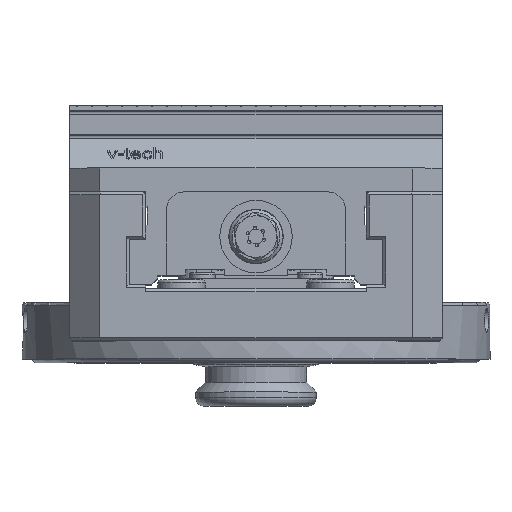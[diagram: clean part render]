
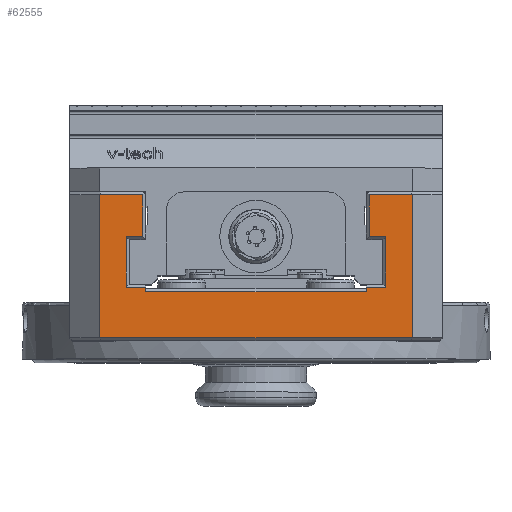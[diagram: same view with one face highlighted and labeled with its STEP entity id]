
A CAD part, top view. The second image highlights one B-rep face of the part: STEP entity #62555.
In plain terms, the highlighted planar face has unit normal (0, 0, 1).
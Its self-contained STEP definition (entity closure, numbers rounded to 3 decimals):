
#8990=FACE_OUTER_BOUND('',#12478,.T.);
#12478=EDGE_LOOP('',(#53020,#53021,#53022,#53023,#53024,#53025,#53026,#53027,
#53028,#53029,#53030,#53031,#53032,#53033,#53034,#53035));
#16936=LINE('',#96376,#22982);
#18421=LINE('',#103155,#24467);
#18424=LINE('',#103161,#24470);
#18427=LINE('',#103167,#24473);
#18428=LINE('',#103170,#24474);
#18431=LINE('',#103176,#24477);
#18435=LINE('',#103184,#24481);
#18442=LINE('',#103197,#24488);
#18446=LINE('',#103205,#24492);
#18448=LINE('',#103210,#24494);
#18453=LINE('',#103219,#24499);
#18473=LINE('',#103259,#24519);
#18519=LINE('',#103366,#24565);
#18527=LINE('',#103380,#24573);
#18528=LINE('',#103381,#24574);
#18529=LINE('',#103382,#24575);
#22982=VECTOR('',#74275,10.);
#24467=VECTOR('',#76828,10.);
#24470=VECTOR('',#76833,10.);
#24473=VECTOR('',#76838,10.);
#24474=VECTOR('',#76841,10.);
#24477=VECTOR('',#76846,10.);
#24481=VECTOR('',#76852,10.);
#24488=VECTOR('',#76861,10.);
#24492=VECTOR('',#76867,10.);
#24494=VECTOR('',#76871,10.);
#24499=VECTOR('',#76878,10.);
#24519=VECTOR('',#76908,10.);
#24565=VECTOR('',#77008,10.);
#24573=VECTOR('',#77022,10.);
#24574=VECTOR('',#77023,10.);
#24575=VECTOR('',#77024,10.);
#28969=VERTEX_POINT('',#96373);
#28970=VERTEX_POINT('',#96375);
#30116=VERTEX_POINT('',#103147);
#30119=VERTEX_POINT('',#103153);
#30121=VERTEX_POINT('',#103159);
#30123=VERTEX_POINT('',#103165);
#30124=VERTEX_POINT('',#103169);
#30126=VERTEX_POINT('',#103175);
#30128=VERTEX_POINT('',#103181);
#30132=VERTEX_POINT('',#103190);
#30136=VERTEX_POINT('',#103200);
#30138=VERTEX_POINT('',#103207);
#30142=VERTEX_POINT('',#103217);
#30157=VERTEX_POINT('',#103257);
#30191=VERTEX_POINT('',#103365);
#30194=VERTEX_POINT('',#103379);
#36231=EDGE_CURVE('',#28970,#28969,#16936,.T.);
#38123=EDGE_CURVE('',#30119,#30116,#18421,.T.);
#38126=EDGE_CURVE('',#30121,#30119,#18424,.T.);
#38129=EDGE_CURVE('',#30123,#30121,#18427,.T.);
#38130=EDGE_CURVE('',#30124,#28969,#18428,.T.);
#38133=EDGE_CURVE('',#30126,#30124,#18431,.T.);
#38137=EDGE_CURVE('',#30128,#30126,#18435,.T.);
#38144=EDGE_CURVE('',#30116,#30132,#18442,.T.);
#38148=EDGE_CURVE('',#30132,#30136,#18446,.T.);
#38150=EDGE_CURVE('',#30138,#30128,#18448,.T.);
#38155=EDGE_CURVE('',#30142,#30138,#18453,.T.);
#38175=EDGE_CURVE('',#30123,#30157,#18473,.T.);
#38229=EDGE_CURVE('',#30136,#30191,#18519,.T.);
#38237=EDGE_CURVE('',#30194,#30142,#18527,.T.);
#38238=EDGE_CURVE('',#30191,#30194,#18528,.T.);
#38239=EDGE_CURVE('',#28970,#30157,#18529,.T.);
#53020=ORIENTED_EDGE('',*,*,#36231,.T.);
#53021=ORIENTED_EDGE('',*,*,#38130,.F.);
#53022=ORIENTED_EDGE('',*,*,#38133,.F.);
#53023=ORIENTED_EDGE('',*,*,#38137,.F.);
#53024=ORIENTED_EDGE('',*,*,#38150,.F.);
#53025=ORIENTED_EDGE('',*,*,#38155,.F.);
#53026=ORIENTED_EDGE('',*,*,#38237,.F.);
#53027=ORIENTED_EDGE('',*,*,#38238,.F.);
#53028=ORIENTED_EDGE('',*,*,#38229,.F.);
#53029=ORIENTED_EDGE('',*,*,#38148,.F.);
#53030=ORIENTED_EDGE('',*,*,#38144,.F.);
#53031=ORIENTED_EDGE('',*,*,#38123,.F.);
#53032=ORIENTED_EDGE('',*,*,#38126,.F.);
#53033=ORIENTED_EDGE('',*,*,#38129,.F.);
#53034=ORIENTED_EDGE('',*,*,#38175,.T.);
#53035=ORIENTED_EDGE('',*,*,#38239,.F.);
#59741=PLANE('',#66079);
#62555=ADVANCED_FACE('',(#8990),#59741,.T.);
#66079=AXIS2_PLACEMENT_3D('',#103378,#77020,#77021);
#74275=DIRECTION('',(0.,1.,0.));
#76828=DIRECTION('',(-1.,0.,0.));
#76833=DIRECTION('',(0.,1.,0.));
#76838=DIRECTION('',(1.,0.,0.));
#76841=DIRECTION('',(1.,0.,0.));
#76846=DIRECTION('',(0.,-1.,0.));
#76852=DIRECTION('',(-1.,0.,0.));
#76861=DIRECTION('',(0.,1.,0.));
#76867=DIRECTION('',(1.,0.,0.));
#76871=DIRECTION('',(0.,-1.,0.));
#76878=DIRECTION('',(1.,0.,0.));
#76908=DIRECTION('',(0.,-1.,0.));
#77008=DIRECTION('',(0.,-1.,0.));
#77020=DIRECTION('center_axis',(0.,0.,
1.));
#77021=DIRECTION('ref_axis',(1.,0.,0.));
#77022=DIRECTION('',(0.,1.,0.));
#77023=DIRECTION('',(-1.,0.,0.));
#77024=DIRECTION('',(1.,0.,0.));
#96373=CARTESIAN_POINT('',(-37.,18.,90.));
#96375=CARTESIAN_POINT('',(-37.,16.5,90.));
#96376=CARTESIAN_POINT('',(-37.,17.5,90.));
#103147=CARTESIAN_POINT('',(38.,35.,90.));
#103153=CARTESIAN_POINT('',(43.5,35.,90.));
#103155=CARTESIAN_POINT('',(18.5,35.,90.));
#103159=CARTESIAN_POINT('',(43.5,18.,90.));
#103161=CARTESIAN_POINT('',(43.5,27.437,90.));
#103165=CARTESIAN_POINT('',(37.,18.,90.));
#103167=CARTESIAN_POINT('',(21.25,18.,90.));
#103169=CARTESIAN_POINT('',(-43.5,18.,90.));
#103170=CARTESIAN_POINT('',(-18.5,18.,90.));
#103175=CARTESIAN_POINT('',(-43.5,35.,90.));
#103176=CARTESIAN_POINT('',(-43.5,19.937,90.));
#103181=CARTESIAN_POINT('',(-38.,35.,90.));
#103184=CARTESIAN_POINT('',(-21.25,35.,90.));
#103190=CARTESIAN_POINT('',(38.,49.,90.));
#103197=CARTESIAN_POINT('',(38.,35.437,90.));
#103200=CARTESIAN_POINT('',(52.5,49.,90.));
#103205=CARTESIAN_POINT('',(31.25,49.,90.));
#103207=CARTESIAN_POINT('',(-38.,49.,90.));
#103210=CARTESIAN_POINT('',(-38.,27.437,90.));
#103217=CARTESIAN_POINT('',(-52.5,49.,90.));
#103219=CARTESIAN_POINT('',(-18.5,49.,90.));
#103257=CARTESIAN_POINT('',(37.,16.5,90.));
#103259=CARTESIAN_POINT('',(37.,19.,90.));
#103365=CARTESIAN_POINT('',(52.5,1.,90.));
#103366=CARTESIAN_POINT('',(52.5,10.437,90.));
#103378=CARTESIAN_POINT('Origin',(0.,20.874,
90.));
#103379=CARTESIAN_POINT('',(-52.5,1.,90.));
#103380=CARTESIAN_POINT('',(-52.5,35.437,90.));
#103381=CARTESIAN_POINT('',(-31.25,1.,90.));
#103382=CARTESIAN_POINT('',(18.5,16.5,90.));
